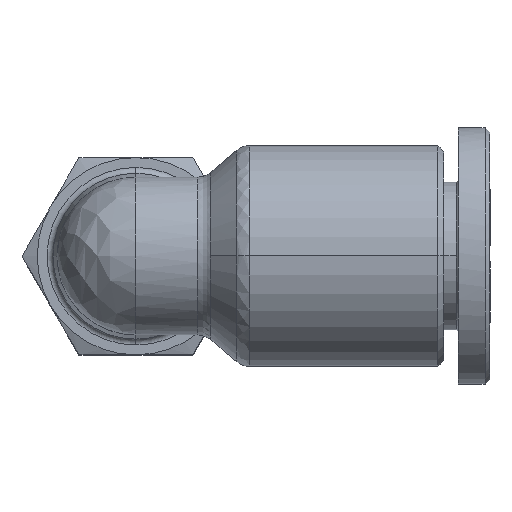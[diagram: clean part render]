
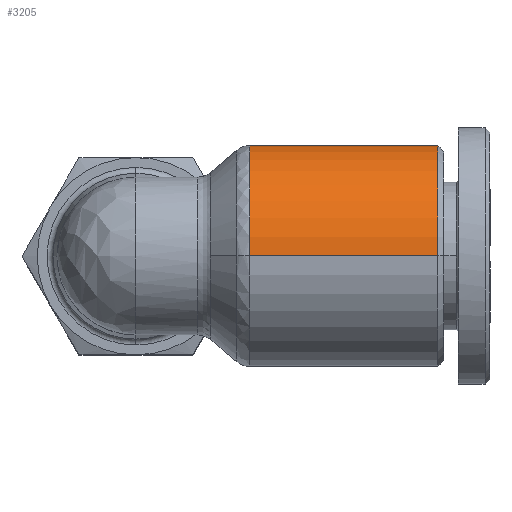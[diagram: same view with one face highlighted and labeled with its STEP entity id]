
A CAD part, top view. The second image highlights one B-rep face of the part: STEP entity #3205.
In plain terms, the highlighted cylindrical face has radius 5.6 mm (diameter 11.2 mm), a partial arc.
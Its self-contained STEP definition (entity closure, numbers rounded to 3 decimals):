
#621 = FACE_OUTER_BOUND ( 'NONE', #7110, .T. ) ;
#627 = DIRECTION ( 'NONE',  ( 1., 0., 0. ) ) ;
#673 = DIRECTION ( 'NONE',  ( -1., 0., 0. ) ) ;
#1028 = CARTESIAN_POINT ( 'NONE',  ( 4.2, 0., -5.6 ) ) ;
#1315 = LINE ( 'NONE', #1028, #8853 ) ;
#1702 = EDGE_CURVE ( 'NONE', #4047, #9217, #1315, .T. ) ;
#1704 = CARTESIAN_POINT ( 'NONE',  ( 4.2, 0., 0. ) ) ;
#1817 = DIRECTION ( 'NONE',  ( -1., 0., 0. ) ) ;
#1884 = DIRECTION ( 'NONE',  ( 1., 0., 0. ) ) ;
#2719 = CARTESIAN_POINT ( 'NONE',  ( 9.8, 0., 0. ) ) ;
#2835 = EDGE_CURVE ( 'NONE', #9912, #9217, #8768, .T. ) ;
#3205 = ADVANCED_FACE ( 'NONE', ( #621 ), #7529, .T. ) ;
#3284 = AXIS2_PLACEMENT_3D ( 'NONE', #1704, #1884, #4971 ) ;
#3431 = VECTOR ( 'NONE', #3531, 1000. ) ;
#3531 = DIRECTION ( 'NONE',  ( 1., 0., 0. ) ) ;
#3769 = ORIENTED_EDGE ( 'NONE', *, *, #1702, .F. ) ;
#4047 = VERTEX_POINT ( 'NONE', #6607 ) ;
#4576 = CARTESIAN_POINT ( 'NONE',  ( 0.265, 0., 5.6 ) ) ;
#4673 = LINE ( 'NONE', #8322, #3431 ) ;
#4971 = DIRECTION ( 'NONE',  ( 0., 0., -1. ) ) ;
#4977 = DIRECTION ( 'NONE',  ( 0., 0., -1. ) ) ;
#5528 = VERTEX_POINT ( 'NONE', #4576 ) ;
#5763 = AXIS2_PLACEMENT_3D ( 'NONE', #10194, #673, #6979 ) ;
#5901 = ORIENTED_EDGE ( 'NONE', *, *, #7824, .T. ) ;
#6108 = CARTESIAN_POINT ( 'NONE',  ( 9.8, 0., 5.6 ) ) ;
#6138 = AXIS2_PLACEMENT_3D ( 'NONE', #2719, #1817, #4977 ) ;
#6607 = CARTESIAN_POINT ( 'NONE',  ( 0.265, 0., -5.6 ) ) ;
#6773 = CARTESIAN_POINT ( 'NONE',  ( 9.8, 0., -5.6 ) ) ;
#6979 = DIRECTION ( 'NONE',  ( 0., 0., -1. ) ) ;
#7110 = EDGE_LOOP ( 'NONE', ( #9320, #5901, #8320, #3769 ) ) ;
#7529 = CYLINDRICAL_SURFACE ( 'NONE', #3284, 5.6 ) ;
#7824 = EDGE_CURVE ( 'NONE', #5528, #9912, #4673, .T. ) ;
#8320 = ORIENTED_EDGE ( 'NONE', *, *, #2835, .T. ) ;
#8322 = CARTESIAN_POINT ( 'NONE',  ( 4.2, 0., 5.6 ) ) ;
#8642 = EDGE_CURVE ( 'NONE', #5528, #4047, #8675, .T. ) ;
#8675 = CIRCLE ( 'NONE', #5763, 5.6 ) ;
#8768 = CIRCLE ( 'NONE', #6138, 5.6 ) ;
#8853 = VECTOR ( 'NONE', #627, 1000. ) ;
#9217 = VERTEX_POINT ( 'NONE', #6773 ) ;
#9320 = ORIENTED_EDGE ( 'NONE', *, *, #8642, .F. ) ;
#9912 = VERTEX_POINT ( 'NONE', #6108 ) ;
#10194 = CARTESIAN_POINT ( 'NONE',  ( 0.265, 0., 0. ) ) ;
